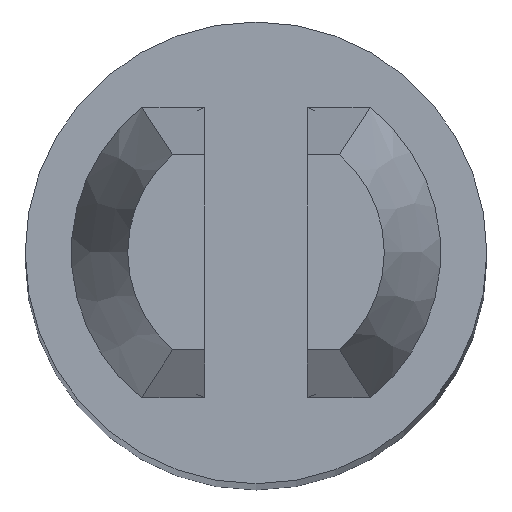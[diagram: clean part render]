
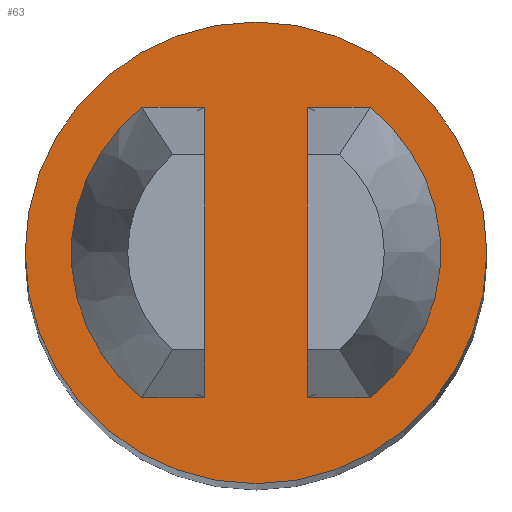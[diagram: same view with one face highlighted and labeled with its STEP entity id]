
A CAD part, top view. The second image highlights one B-rep face of the part: STEP entity #63.
In plain terms, the highlighted planar face has unit normal (0, 0, 1).
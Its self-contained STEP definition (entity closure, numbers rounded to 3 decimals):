
#63 = ADVANCED_FACE( '', ( #137, #138, #139 ), #140, .F. );
#137 = FACE_BOUND( '', #224, .T. );
#138 = FACE_BOUND( '', #225, .T. );
#139 = FACE_OUTER_BOUND( '', #226, .T. );
#140 = PLANE( '', #227 );
#224 = EDGE_LOOP( '', ( #340, #341 ) );
#225 = EDGE_LOOP( '', ( #342, #343 ) );
#226 = EDGE_LOOP( '', ( #344 ) );
#227 = AXIS2_PLACEMENT_3D( '', #345, #346, #347 );
#340 = ORIENTED_EDGE( '', *, *, #519, .T. );
#341 = ORIENTED_EDGE( '', *, *, #520, .T. );
#342 = ORIENTED_EDGE( '', *, *, #515, .T. );
#343 = ORIENTED_EDGE( '', *, *, #521, .F. );
#344 = ORIENTED_EDGE( '', *, *, #522, .F. );
#345 = CARTESIAN_POINT( '', ( -1.5, 0., 17.45 ) );
#346 = DIRECTION( '', ( 0., 0., -1. ) );
#347 = DIRECTION( '', ( -1., 0., 0. ) );
#515 = EDGE_CURVE( '', #606, #610, #612, .T. );
#519 = EDGE_CURVE( '', #616, #617, #618, .T. );
#520 = EDGE_CURVE( '', #617, #616, #619, .T. );
#521 = EDGE_CURVE( '', #606, #610, #620, .T. );
#522 = EDGE_CURVE( '', #621, #621, #622, .T. );
#606 = VERTEX_POINT( '', #754 );
#610 = VERTEX_POINT( '', #759 );
#612 = CIRCLE( '', #762, 1.5 );
#616 = VERTEX_POINT( '', #766 );
#617 = VERTEX_POINT( '', #767 );
#618 = LINE( '', #768, #769 );
#619 = CIRCLE( '', #770, 1.5 );
#620 = LINE( '', #771, #772 );
#621 = VERTEX_POINT( '', #773 );
#622 = CIRCLE( '', #774, 2.25 );
#754 = CARTESIAN_POINT( '', ( -0.5, -1.414, 17.45 ) );
#759 = CARTESIAN_POINT( '', ( -0.5, 1.414, 17.45 ) );
#762 = AXIS2_PLACEMENT_3D( '', #879, #880, #881 );
#766 = CARTESIAN_POINT( '', ( 0.5, -1.414, 17.45 ) );
#767 = CARTESIAN_POINT( '', ( 0.5, 1.414, 17.45 ) );
#768 = CARTESIAN_POINT( '', ( 0.5, -2.25, 17.45 ) );
#769 = VECTOR( '', #885, 1000. );
#770 = AXIS2_PLACEMENT_3D( '', #886, #887, #888 );
#771 = CARTESIAN_POINT( '', ( -0.5, -2.25, 17.45 ) );
#772 = VECTOR( '', #889, 1000. );
#773 = CARTESIAN_POINT( '', ( -2.25, 0., 17.45 ) );
#774 = AXIS2_PLACEMENT_3D( '', #890, #891, #892 );
#879 = CARTESIAN_POINT( '', ( 0., 0., 17.45 ) );
#880 = DIRECTION( '', ( 0., 0., -1. ) );
#881 = DIRECTION( '', ( -1., 0., 0. ) );
#885 = DIRECTION( '', ( 0., 1., 0. ) );
#886 = CARTESIAN_POINT( '', ( 0., 0., 17.45 ) );
#887 = DIRECTION( '', ( 0., 0., -1. ) );
#888 = DIRECTION( '', ( -1., 0., 0. ) );
#889 = DIRECTION( '', ( 0., 1., 0. ) );
#890 = CARTESIAN_POINT( '', ( 0., 0., 17.45 ) );
#891 = DIRECTION( '', ( 0., 0., -1. ) );
#892 = DIRECTION( '', ( -1., 0., 0. ) );
